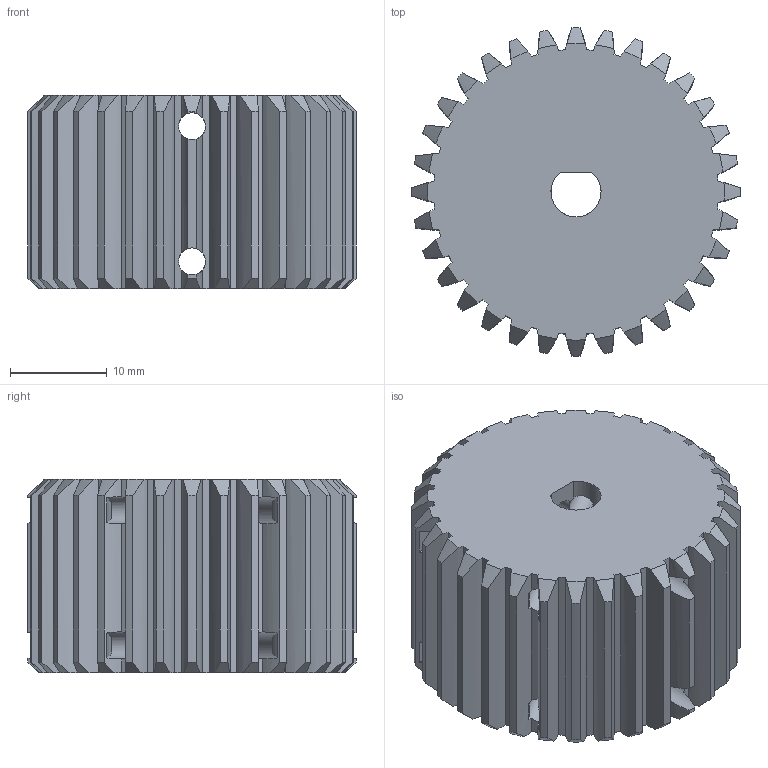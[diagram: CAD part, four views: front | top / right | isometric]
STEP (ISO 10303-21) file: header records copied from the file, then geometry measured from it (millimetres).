
FILE_DESCRIPTION(/* description */ (''),/* implementation_level */ '2;1');
FILE_NAME(/* name */ '30_cellSTORM_UC2_motorized_micrometer_gear1.ipt.step',/* time_stamp */ '2022-11-29T08:14:18+01:00',/* author */ ('diederichbenedict'),/* organization */ (''),/* preprocessor_version */ 'ST-DEVELOPER v18.1',/* originating_system */ 'Autodesk Inventor 2022',/* authorisation */ '');
FILE_SCHEMA (('AUTOMOTIVE_DESIGN { 1 0 10303 214 3 1 1 }'));
Length unit declared in the file: millimetre
Products named in the file (1): cellSTORM_UC2_motorized_micrometer_gear1
Bounding box: 34 x 34 x 20 mm (x, y, z)
Volume: 14521.8 mm3; surface area: 6982.1 mm2
Topology: 1 solids, 1 shells, 264 faces, 856 edges, 570 vertices
Faces by surface type: cylinder 195, cone 64, plane 5
Full cylindrical faces by diameter (mm): 2.8 x12
Entity records: 10517 total; most frequent: CARTESIAN_POINT 3131, ORIENTED_EDGE 1712, DIRECTION 1454, EDGE_CURVE 856, AXIS2_PLACEMENT_3D 621, VERTEX_POINT 570, CIRCLE 326, B_SPLINE_CURVE_WITH_KNOTS 288
